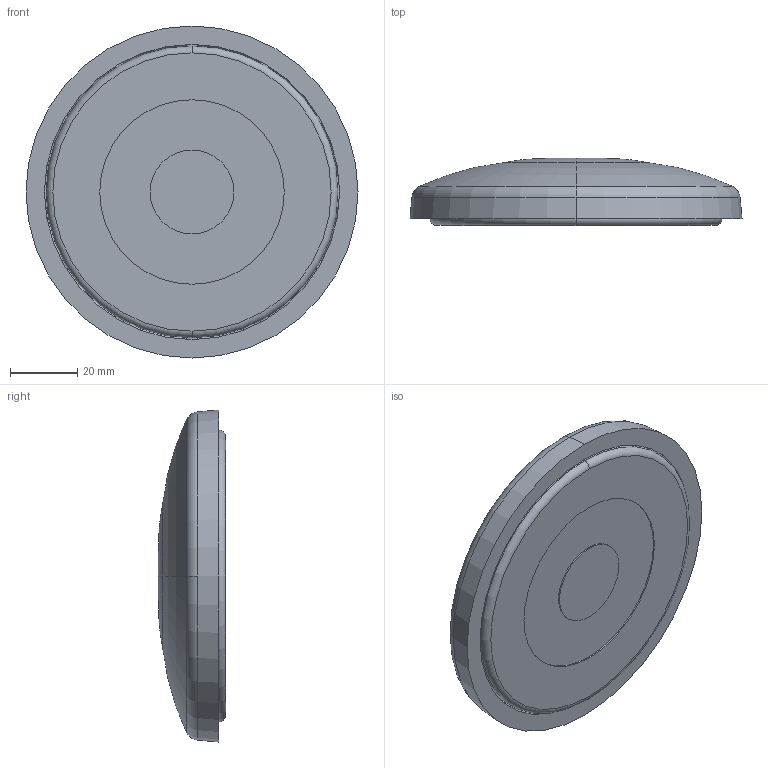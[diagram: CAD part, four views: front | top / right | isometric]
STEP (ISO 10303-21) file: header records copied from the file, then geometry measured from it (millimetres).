
FILE_DESCRIPTION (( 'STEP AP203' ), '1' );
FILE_NAME ('151255.step', '2021-06-03T16:42:43', ( '' ), ( '' ), 'SwSTEP 2.0', 'SolidWorks 2021', '' );
FILE_SCHEMA (( 'CONFIG_CONTROL_DESIGN' ));
Length unit declared in the file: millimetre
Products named in the file (1): 151255
Bounding box: 99 x 20 x 99 mm (x, y, z)
Volume: 91151.7 mm3; surface area: 41826.1 mm2
Topology: 2 solids, 2 shells, 319 faces, 848 edges, 543 vertices
Faces by surface type: cylinder 143, plane 66, cone 56, torus 52, sphere 2
Entity records: 13144 total; most frequent: CARTESIAN_POINT 5259, ORIENTED_EDGE 1690, DIRECTION 1629, EDGE_CURVE 845, AXIS2_PLACEMENT_3D 675, VERTEX_POINT 541, CIRCLE 355, EDGE_LOOP 330
